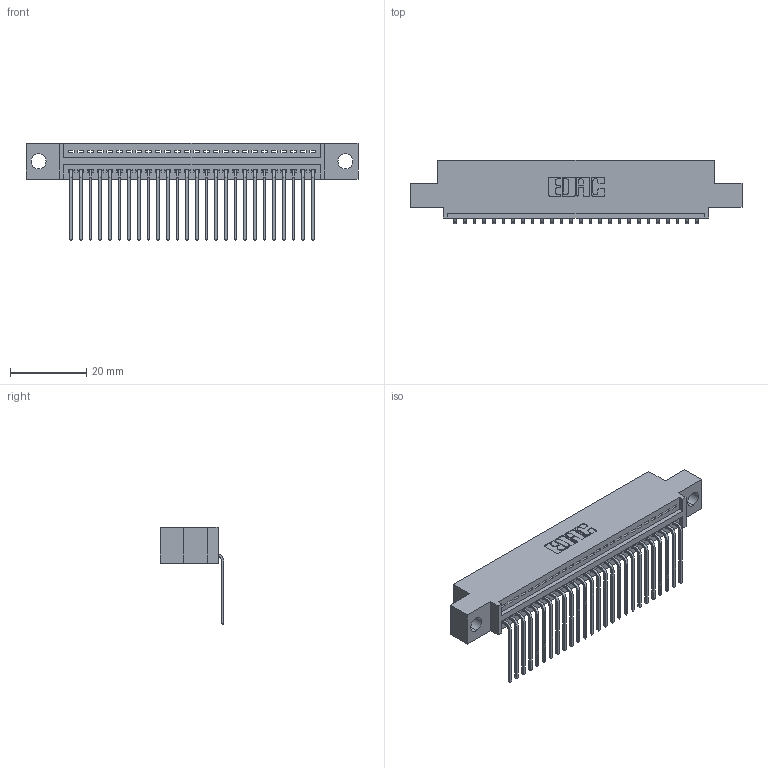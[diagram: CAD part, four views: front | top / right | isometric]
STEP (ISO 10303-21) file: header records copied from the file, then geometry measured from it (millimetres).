
FILE_DESCRIPTION (( 'STEP AP203' ), '1' );
FILE_NAME ('395-026-559-404.STEP', '2019-10-19T01:42:00', ( '' ), ( '' ), 'SwSTEP 2.0', 'SolidWorks 2016', '' );
FILE_SCHEMA (( 'CONFIG_CONTROL_DESIGN' ));
Length unit declared in the file: inch
Products named in the file (3): 395-026-559-404; 345 Part_0.110 Offset - 0.156 Dia-TH; 345-292-001_558 559 Tail - 1
Assembly tree (27 placements, depth 2):
  395-026-559-404
    345 Part_0.110 Offset - 0.156 Dia-TH
    345-292-001_558 559 Tail - 1  x26
Bounding box: 87.25 x 16.75 x 25.53 mm (x, y, z)
Volume: 8081.3 mm3; surface area: 10921.6 mm2
Topology: 27 solids, 27 shells, 1690 faces, 5085 edges, 3354 vertices
Faces by surface type: plane 1176, cylinder 514
Entity records: 21941 total; most frequent: CARTESIAN_POINT 3810, ORIENTED_EDGE 3770, DIRECTION 3349, EDGE_CURVE 1885, VECTOR 1649, LINE 1649, VERTEX_POINT 1254, AXIS2_PLACEMENT_3D 850
